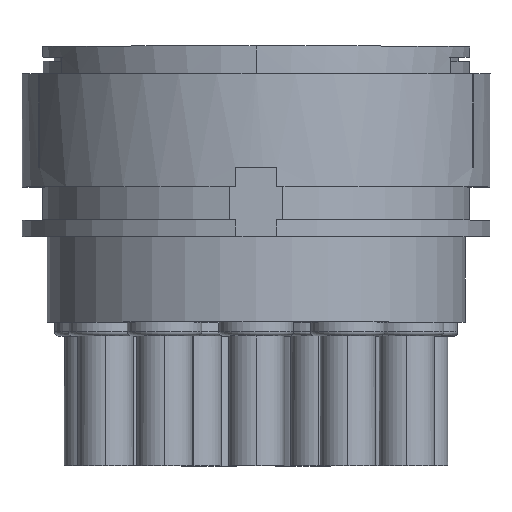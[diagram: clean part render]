
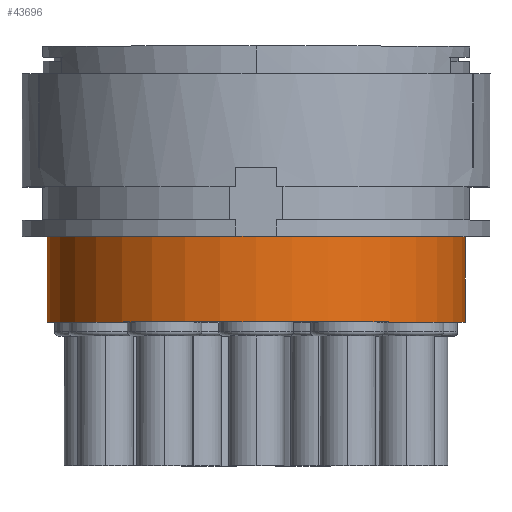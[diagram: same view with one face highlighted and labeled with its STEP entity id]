
A CAD part, top view. The second image highlights one B-rep face of the part: STEP entity #43696.
In plain terms, the highlighted cylindrical face has radius 7.575 mm (diameter 15.15 mm), a partial arc.
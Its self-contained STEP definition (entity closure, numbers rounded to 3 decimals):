
#6946=CARTESIAN_POINT('',(-15.256,-5.94,
7.016));
#6947=DIRECTION('',(0.,-1.,0.));
#6948=DIRECTION('',(1.,0.,0.));
#6949=AXIS2_PLACEMENT_3D('',#6946,#6947,#6948);
#8642=DIRECTION('',(0.,1.,0.));
#8643=VECTOR('',#8642,3.1);
#8644=CARTESIAN_POINT('',(-22.831,-5.94,
7.016));
#8645=LINE('',#8644,#8643);
#8646=DIRECTION('',(0.,1.,0.));
#8647=VECTOR('',#8646,3.1);
#8648=CARTESIAN_POINT('',(-7.681,-5.94,
7.016));
#8649=LINE('',#8648,#8647);
#8722=CARTESIAN_POINT('',(-15.256,-2.84,
7.016));
#8723=DIRECTION('',(0.,1.,0.));
#8724=DIRECTION('',(-1.,0.,0.));
#8725=AXIS2_PLACEMENT_3D('',#8722,#8723,#8724);
#27807=CARTESIAN_POINT('',(-22.831,-2.84,
7.016));
#27808=CARTESIAN_POINT('',(-7.681,-2.84,
7.016));
#27809=VERTEX_POINT('',#27807);
#27810=VERTEX_POINT('',#27808);
#27811=CARTESIAN_POINT('',(-7.681,-5.94,
7.016));
#27812=CARTESIAN_POINT('',(-22.831,-5.94,
7.016));
#27813=VERTEX_POINT('',#27811);
#27814=VERTEX_POINT('',#27812);
#43682=CARTESIAN_POINT('',(-15.256,-5.94,
7.016));
#43683=DIRECTION('',(0.,-1.,0.));
#43684=DIRECTION('',(-1.,0.,0.));
#43685=AXIS2_PLACEMENT_3D('',#43682,#43683,#43684);
#43686=CYLINDRICAL_SURFACE('',#43685,7.575);
#43687=ORIENTED_EDGE('',*,*,#42860,.T.);
#43689=ORIENTED_EDGE('',*,*,#43688,.T.);
#43691=ORIENTED_EDGE('',*,*,#43690,.T.);
#43693=ORIENTED_EDGE('',*,*,#43692,.F.);
#43694=EDGE_LOOP('',(#43687,#43689,#43691,#43693));
#43695=FACE_OUTER_BOUND('',#43694,.F.);
#6950=CIRCLE('',#6949,7.575);
#8726=CIRCLE('',#8725,7.575);
#42860=EDGE_CURVE('',#27813,#27814,#6950,.T.);
#43688=EDGE_CURVE('',#27814,#27809,#8645,.T.);
#43690=EDGE_CURVE('',#27809,#27810,#8726,.T.);
#43692=EDGE_CURVE('',#27813,#27810,#8649,.T.);
#43696=ADVANCED_FACE('',(#43695),#43686,.T.);
